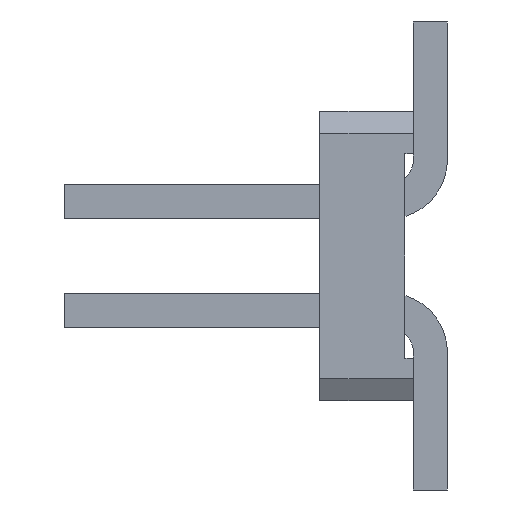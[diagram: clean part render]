
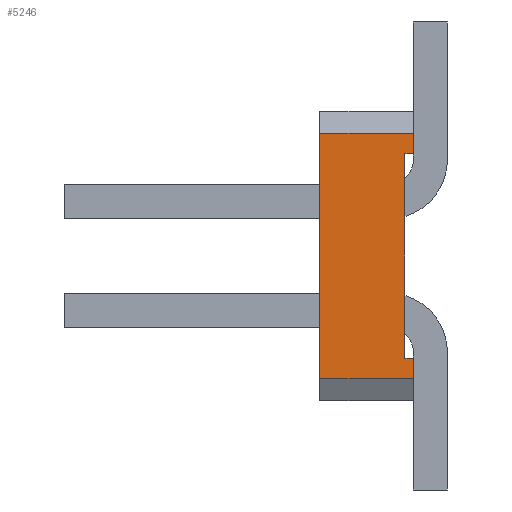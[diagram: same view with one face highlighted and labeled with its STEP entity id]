
A CAD part, left-side view. The second image highlights one B-rep face of the part: STEP entity #5246.
In plain terms, the highlighted planar face has unit normal (-1, 0, 0).
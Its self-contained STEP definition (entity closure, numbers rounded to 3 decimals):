
#9=DIRECTION('',(0.,0.,1.));
#10=VECTOR('',#9,0.24);
#11=CARTESIAN_POINT('',(-0.635,0.,1.2));
#12=LINE('3972',#11,#10);
#46=DIRECTION('',(0.,1.,0.));
#47=VECTOR('',#46,1.1);
#48=CARTESIAN_POINT('',(-0.635,0.,1.44));
#49=LINE('3932',#48,#47);
#50=DIRECTION('',(0.,1.,0.));
#51=VECTOR('',#50,0.1);
#52=CARTESIAN_POINT('',(-0.635,0.,1.2));
#53=LINE('3968',#52,#51);
#54=DIRECTION('',(0.,0.,-1.));
#55=VECTOR('',#54,2.4);
#56=CARTESIAN_POINT('',(-0.635,0.1,1.2));
#57=LINE('3969',#56,#55);
#58=DIRECTION('',(0.,1.,0.));
#59=VECTOR('',#58,0.1);
#60=CARTESIAN_POINT('',(-0.635,0.,-1.2));
#61=LINE('3970',#60,#59);
#62=DIRECTION('',(0.,1.,0.));
#63=VECTOR('',#62,1.1);
#64=CARTESIAN_POINT('',(-0.635,0.,-1.44));
#65=LINE('3931',#64,#63);
#1596=DIRECTION('',(0.,0.,1.));
#1597=VECTOR('',#1596,2.88);
#1598=CARTESIAN_POINT('',(-0.635,1.1,-1.44));
#1599=LINE('3926',#1598,#1597);
#2626=DIRECTION('',(0.,0.,1.));
#2627=VECTOR('',#2626,0.24);
#2628=CARTESIAN_POINT('',(-0.635,0.,-1.44));
#2629=LINE('3971',#2628,#2627);
#3914=CARTESIAN_POINT('',(-0.635,0.,-1.44));
#3916=VERTEX_POINT('',#3914);
#3917=CARTESIAN_POINT('',(-0.635,0.,1.44));
#3919=VERTEX_POINT('',#3917);
#3922=CARTESIAN_POINT('',(-0.635,1.1,-1.44));
#3924=VERTEX_POINT('',#3922);
#3925=CARTESIAN_POINT('',(-0.635,1.1,1.44));
#3926=VERTEX_POINT('',#3925);
#3985=CARTESIAN_POINT('',(-0.635,0.,1.2));
#3986=CARTESIAN_POINT('',(-0.635,0.1,1.2));
#3987=VERTEX_POINT('',#3985);
#3988=VERTEX_POINT('',#3986);
#3989=CARTESIAN_POINT('',(-0.635,0.1,-1.2));
#3990=VERTEX_POINT('',#3989);
#3991=CARTESIAN_POINT('',(-0.635,0.,-1.2));
#3992=VERTEX_POINT('',#3991);
#5225=CARTESIAN_POINT('',(-0.635,0.,-1.44));
#5226=DIRECTION('',(-1.,0.,0.));
#5227=DIRECTION('',(0.,0.,1.));
#5228=AXIS2_PLACEMENT_3D('',#5225,#5226,#5227);
#5229=PLANE('3578',#5228);
#5231=ORIENTED_EDGE('3968',*,*,#5230,.T.);
#5233=ORIENTED_EDGE('3969',*,*,#5232,.T.);
#5235=ORIENTED_EDGE('3970',*,*,#5234,.F.);
#5237=ORIENTED_EDGE('3971',*,*,#5236,.F.);
#5239=ORIENTED_EDGE('3931',*,*,#5238,.T.);
#5241=ORIENTED_EDGE('3926',*,*,#5240,.T.);
#5242=ORIENTED_EDGE('3932',*,*,#5217,.F.);
#5243=ORIENTED_EDGE('3972',*,*,#5146,.F.);
#5244=EDGE_LOOP('3578',(#5231,#5233,#5235,#5237,#5239,#5241,#5242,#5243));
#5245=FACE_OUTER_BOUND('3578',#5244,.F.);
#5246=ADVANCED_FACE('3578',(#5245),#5229,.T.);
#5146=EDGE_CURVE('3972',#3987,#3919,#12,.T.);
#5217=EDGE_CURVE('3932',#3919,#3926,#49,.T.);
#5230=EDGE_CURVE('3968',#3987,#3988,#53,.T.);
#5232=EDGE_CURVE('3969',#3988,#3990,#57,.T.);
#5234=EDGE_CURVE('3970',#3992,#3990,#61,.T.);
#5236=EDGE_CURVE('3971',#3916,#3992,#2629,.T.);
#5238=EDGE_CURVE('3931',#3916,#3924,#65,.T.);
#5240=EDGE_CURVE('3926',#3924,#3926,#1599,.T.);
